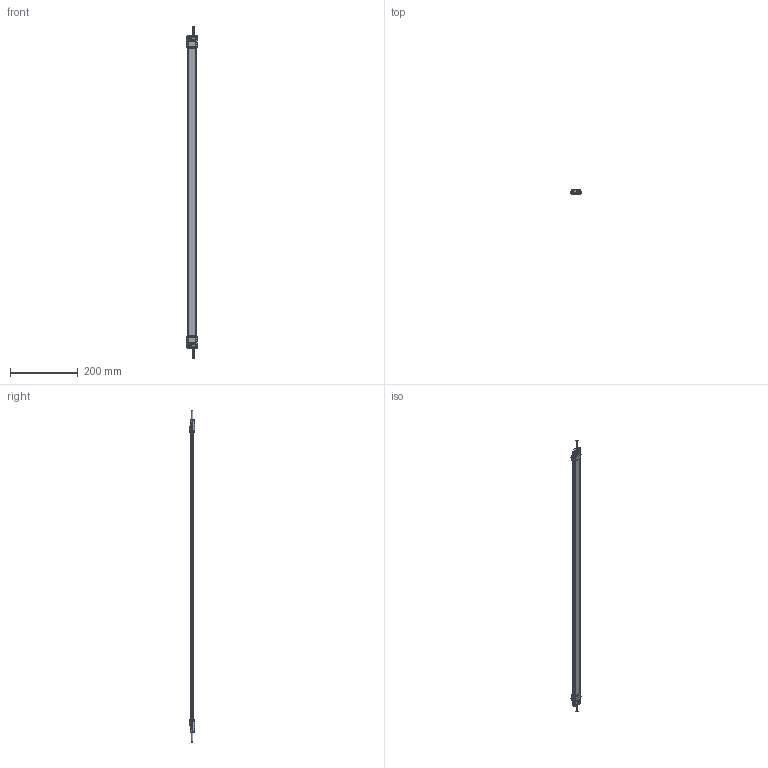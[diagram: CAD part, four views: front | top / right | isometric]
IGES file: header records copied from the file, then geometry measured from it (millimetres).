
Start section:  PTC IGES file: 197996.igs
Global section: file name: 197996.igs; native system: Creo Parametric by PTC Inc.; preprocessor: 2016260; author: PDMAdmin; organization: Unknown; date: 20170222.094527; units: millimetre
Bounding box: 30.6 x 15.6 x 978.4 mm (x, y, z)
Volume: 158961.6 mm3; surface area: 824862.2 mm2
Topology: 9 solids, 9 shells, 1786 faces, 9126 edges, 11505 vertices
Faces by surface type: revolution 956, bspline 830
